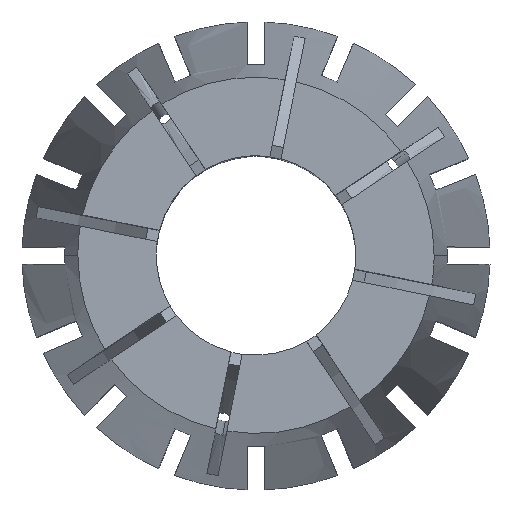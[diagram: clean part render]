
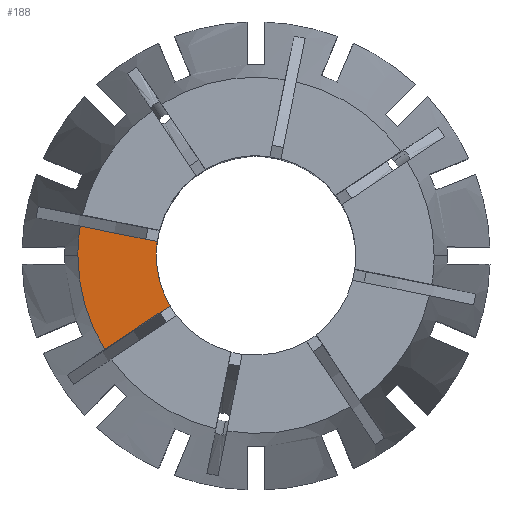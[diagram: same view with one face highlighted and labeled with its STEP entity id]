
A CAD part, top view. The second image highlights one B-rep face of the part: STEP entity #188.
In plain terms, the highlighted planar face has unit normal (0, 0, 1).
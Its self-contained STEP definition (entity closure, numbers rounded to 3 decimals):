
#10 = CIRCLE ( 'NONE', #5154, 8.731 ) ;
#188 = ADVANCED_FACE ( 'NONE', ( #3690 ), #2827, .F. ) ;
#203 = ORIENTED_EDGE ( 'NONE', *, *, #7229, .T. ) ;
#213 = DIRECTION ( 'NONE',  ( 1., 0., 0. ) ) ;
#536 = EDGE_CURVE ( 'NONE', #6854, #1446, #2011, .T. ) ;
#548 = ORIENTED_EDGE ( 'NONE', *, *, #923, .F. ) ;
#736 = DIRECTION ( 'NONE',  ( 0., 0., 1. ) ) ;
#755 = EDGE_LOOP ( 'NONE', ( #1994, #1438, #5642, #203, #548, #6227 ) ) ;
#787 = VECTOR ( 'NONE', #6581, 1000. ) ;
#899 = CARTESIAN_POINT ( 'NONE',  ( 0., 0., 0. ) ) ;
#923 = EDGE_CURVE ( 'NONE', #5411, #4105, #10, .T. ) ;
#945 = DIRECTION ( 'NONE',  ( 1., 0., 0. ) ) ;
#1088 = CARTESIAN_POINT ( 'NONE',  ( -7.526, -4.427, 0. ) ) ;
#1198 = CARTESIAN_POINT ( 'NONE',  ( -15.595, 0., 0. ) ) ;
#1334 = LINE ( 'NONE', #1541, #787 ) ;
#1438 = ORIENTED_EDGE ( 'NONE', *, *, #536, .T. ) ;
#1446 = VERTEX_POINT ( 'NONE', #1198 ) ;
#1476 = DIRECTION ( 'NONE',  ( 0., 0., 1. ) ) ;
#1510 = CARTESIAN_POINT ( 'NONE',  ( 0., 0., 0. ) ) ;
#1541 = CARTESIAN_POINT ( 'NONE',  ( -0.098, -0.49, 0. ) ) ;
#1737 = AXIS2_PLACEMENT_3D ( 'NONE', #6521, #4885, #4899 ) ;
#1994 = ORIENTED_EDGE ( 'NONE', *, *, #6809, .F. ) ;
#2011 = CIRCLE ( 'NONE', #5896, 15.595 ) ;
#2158 = CARTESIAN_POINT ( 'NONE',  ( 0., 0., 0. ) ) ;
#2827 = PLANE ( 'NONE',  #1737 ) ;
#2988 = CARTESIAN_POINT ( 'NONE',  ( 0., 0., 0. ) ) ;
#3078 = DIRECTION ( 'NONE',  ( 1., 0., 0. ) ) ;
#3344 = AXIS2_PLACEMENT_3D ( 'NONE', #2158, #6649, #945 ) ;
#3690 = FACE_OUTER_BOUND ( 'NONE', #755, .T. ) ;
#3844 = CARTESIAN_POINT ( 'NONE',  ( -15.385, 2.551, 0. ) ) ;
#3960 = EDGE_CURVE ( 'NONE', #4417, #5411, #7202, .T. ) ;
#4105 = VERTEX_POINT ( 'NONE', #1088 ) ;
#4117 = CARTESIAN_POINT ( 'NONE',  ( -8.647, 1.21, 0. ) ) ;
#4153 = DIRECTION ( 'NONE',  ( 0., 0., 1. ) ) ;
#4200 = LINE ( 'NONE', #6475, #5967 ) ;
#4417 = VERTEX_POINT ( 'NONE', #4117 ) ;
#4782 = CARTESIAN_POINT ( 'NONE',  ( -8.731, 0., 0. ) ) ;
#4873 = CARTESIAN_POINT ( 'NONE',  ( -13.238, -8.244, 0. ) ) ;
#4885 = DIRECTION ( 'NONE',  ( 0., 0., -1. ) ) ;
#4899 = DIRECTION ( 'NONE',  ( -1., 0., 0. ) ) ;
#5032 = EDGE_CURVE ( 'NONE', #1446, #6363, #7091, .T. ) ;
#5154 = AXIS2_PLACEMENT_3D ( 'NONE', #899, #4153, #3078 ) ;
#5411 = VERTEX_POINT ( 'NONE', #4782 ) ;
#5642 = ORIENTED_EDGE ( 'NONE', *, *, #5032, .T. ) ;
#5896 = AXIS2_PLACEMENT_3D ( 'NONE', #2988, #736, #213 ) ;
#5965 = DIRECTION ( 'NONE',  ( 1., 0., 0. ) ) ;
#5967 = VECTOR ( 'NONE', #5987, 1000. ) ;
#5987 = DIRECTION ( 'NONE',  ( 0.831, 0.556, 0. ) ) ;
#6227 = ORIENTED_EDGE ( 'NONE', *, *, #3960, .F. ) ;
#6330 = AXIS2_PLACEMENT_3D ( 'NONE', #1510, #1476, #5965 ) ;
#6363 = VERTEX_POINT ( 'NONE', #4873 ) ;
#6475 = CARTESIAN_POINT ( 'NONE',  ( -0.278, 0.416, 0. ) ) ;
#6521 = CARTESIAN_POINT ( 'NONE',  ( 0., 0., 0. ) ) ;
#6581 = DIRECTION ( 'NONE',  ( 0.981, -0.195, 0. ) ) ;
#6649 = DIRECTION ( 'NONE',  ( 0., 0., 1. ) ) ;
#6809 = EDGE_CURVE ( 'NONE', #6854, #4417, #1334, .T. ) ;
#6854 = VERTEX_POINT ( 'NONE', #3844 ) ;
#7091 = CIRCLE ( 'NONE', #6330, 15.595 ) ;
#7202 = CIRCLE ( 'NONE', #3344, 8.731 ) ;
#7229 = EDGE_CURVE ( 'NONE', #6363, #4105, #4200, .T. ) ;
